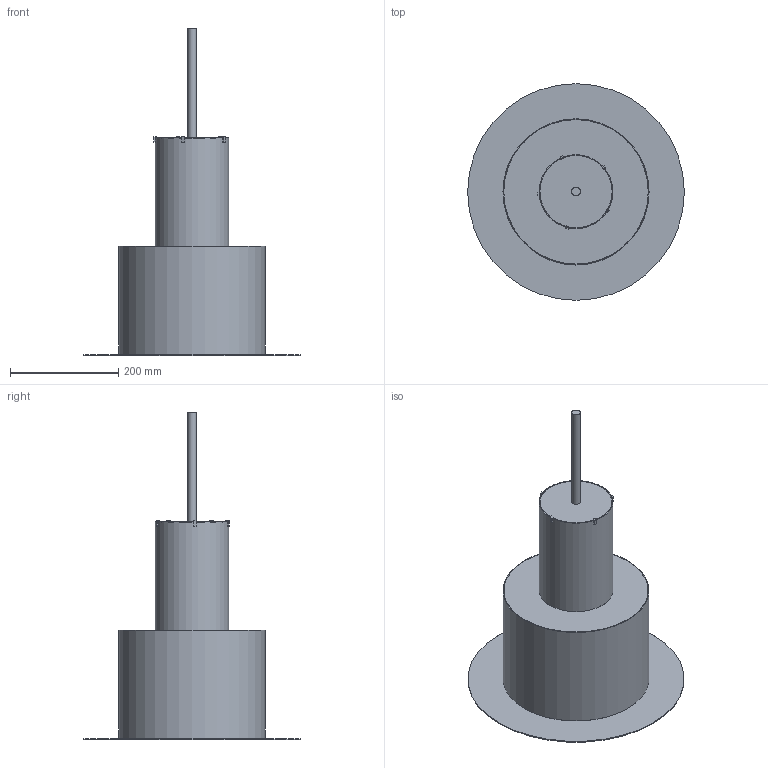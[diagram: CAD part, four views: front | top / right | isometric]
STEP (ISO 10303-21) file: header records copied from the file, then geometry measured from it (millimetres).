
FILE_DESCRIPTION(('FreeCAD Model'),'2;1');
FILE_NAME('Open CASCADE Shape Model','2023-08-21T20:16:35',('Author'),( ''),'Open CASCADE STEP processor 7.6','FreeCAD','Unknown');
FILE_SCHEMA(('AUTOMOTIVE_DESIGN { 1 0 10303 214 1 1 1 1 }'));
Length unit declared in the file: millimetre
Products named in the file (16): Dessin_3d_WeC; Plateau central; Plateau 1; Plateau 2; Cylindre 2; plateau 2; Plateau 3; Cylindre 3; plateau 3; Base; Extrude; Tige filetée; Cylinder; Sketch001; Extrude001; Array
Assembly tree (20 placements, depth 3):
  Dessin_3d_WeC
    Plateau central
      Plateau 1
    Plateau 2
      Cylindre 2
      plateau 2
    Plateau 3
      Cylindre 3
      plateau 3
    Base
      Extrude
    Tige filetée
      Cylinder
    Sketch001
    Extrude001
    Array
      Extrude001  x5
Bounding box: 400 x 400 x 604 mm (x, y, z)
Volume: 626156.4 mm3; surface area: 1047880.7 mm2
Topology: 13 solids, 13 shells, 75 faces, 153 edges, 110 vertices
Faces by surface type: plane 62, cylinder 13
Full cylindrical faces by diameter (mm): 16 x3, 133.333 x1, 134.333 x1, 136.333 x2, 266.667 x1, 267.667 x1, 269.667 x2, 400 x2
Entity records: 2061 total; most frequent: DIRECTION 315, CARTESIAN_POINT 283, LINE 125, VECTOR 125, ORIENTED_EDGE 114, PCURVE 114, DEFINITIONAL_REPRESENTATION 114, AXIS2_PLACEMENT_3D 82
